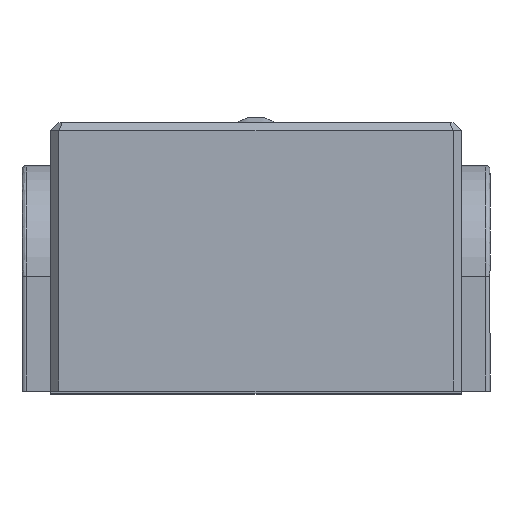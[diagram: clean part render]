
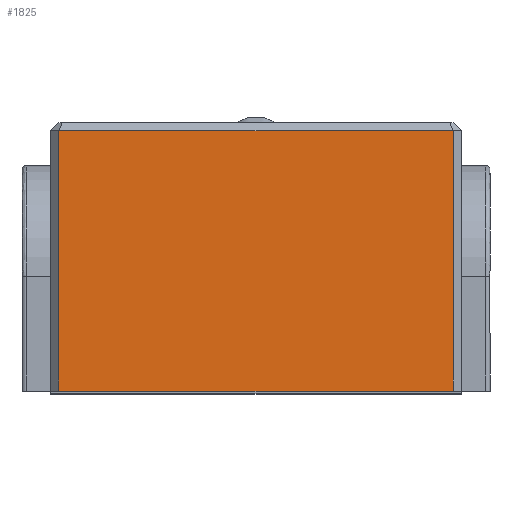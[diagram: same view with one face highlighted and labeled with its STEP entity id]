
A CAD part, top view. The second image highlights one B-rep face of the part: STEP entity #1825.
In plain terms, the highlighted face is planar.
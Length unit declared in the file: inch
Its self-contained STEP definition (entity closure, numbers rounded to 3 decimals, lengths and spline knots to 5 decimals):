
#103 = ORIENTED_EDGE ( 'NONE', *, *, #5487, .F. ) ;
#169 = AXIS2_PLACEMENT_3D ( 'NONE', #5547, #3169, #7463 ) ;
#297 = ORIENTED_EDGE ( 'NONE', *, *, #3088, .T. ) ;
#1049 = EDGE_LOOP ( 'NONE', ( #6728, #297, #103, #2256 ) ) ;
#1161 = CARTESIAN_POINT ( 'NONE',  ( 0.03937, 0., -1.24803 ) ) ;
#1580 = LINE ( 'NONE', #2805, #7454 ) ;
#1781 = VECTOR ( 'NONE', #5733, 39.37008 ) ;
#1825 = ADVANCED_FACE ( 'NONE', ( #6855 ), #5056, .T. ) ;
#2004 = DIRECTION ( 'NONE',  ( 1., 0., 0. ) ) ;
#2247 = EDGE_CURVE ( 'NONE', #5886, #2815, #6724, .T. ) ;
#2256 = ORIENTED_EDGE ( 'NONE', *, *, #4105, .T. ) ;
#2805 = CARTESIAN_POINT ( 'NONE',  ( 0., 0., -1.25984 ) ) ;
#2815 = VERTEX_POINT ( 'NONE', #6220 ) ;
#3088 = EDGE_CURVE ( 'NONE', #2815, #5742, #1580, .T. ) ;
#3169 = DIRECTION ( 'NONE',  ( 0., -1., 0. ) ) ;
#3907 = VERTEX_POINT ( 'NONE', #5951 ) ;
#4105 = EDGE_CURVE ( 'NONE', #3907, #5886, #7362, .T. ) ;
#5056 = PLANE ( 'NONE',  #169 ) ;
#5080 = LINE ( 'NONE', #7568, #6235 ) ;
#5190 = VECTOR ( 'NONE', #7894, 39.37008 ) ;
#5487 = EDGE_CURVE ( 'NONE', #3907, #5742, #5080, .T. ) ;
#5547 = CARTESIAN_POINT ( 'NONE',  ( 0.03937, 0., -1.25984 ) ) ;
#5597 = CARTESIAN_POINT ( 'NONE',  ( 0., 0., 0. ) ) ;
#5733 = DIRECTION ( 'NONE',  ( 1., 0., 0. ) ) ;
#5742 = VERTEX_POINT ( 'NONE', #5597 ) ;
#5886 = VERTEX_POINT ( 'NONE', #6983 ) ;
#5951 = CARTESIAN_POINT ( 'NONE',  ( -1.88976, 0., 0. ) ) ;
#6220 = CARTESIAN_POINT ( 'NONE',  ( 0., 0., -1.24803 ) ) ;
#6235 = VECTOR ( 'NONE', #2004, 39.37008 ) ;
#6656 = DIRECTION ( 'NONE',  ( 0., 0., 1. ) ) ;
#6724 = LINE ( 'NONE', #1161, #1781 ) ;
#6728 = ORIENTED_EDGE ( 'NONE', *, *, #2247, .T. ) ;
#6855 = FACE_OUTER_BOUND ( 'NONE', #1049, .T. ) ;
#6983 = CARTESIAN_POINT ( 'NONE',  ( -1.88976, 0., -1.24803 ) ) ;
#7282 = CARTESIAN_POINT ( 'NONE',  ( -1.88976, 0., -1.25984 ) ) ;
#7362 = LINE ( 'NONE', #7282, #5190 ) ;
#7454 = VECTOR ( 'NONE', #6656, 39.37008 ) ;
#7463 = DIRECTION ( 'NONE',  ( -1., 0., 0. ) ) ;
#7568 = CARTESIAN_POINT ( 'NONE',  ( -0.45276, 0., 0. ) ) ;
#7894 = DIRECTION ( 'NONE',  ( 0., 0., -1. ) ) ;
